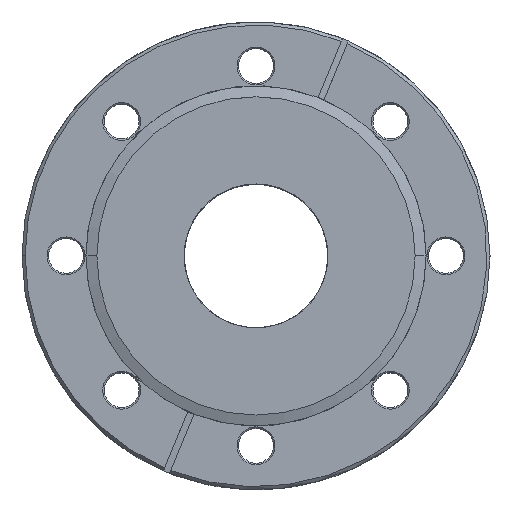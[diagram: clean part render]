
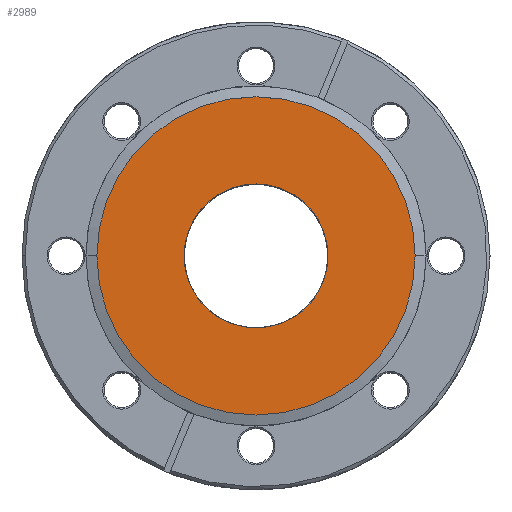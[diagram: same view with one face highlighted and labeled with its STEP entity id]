
A CAD part, top view. The second image highlights one B-rep face of the part: STEP entity #2989.
In plain terms, the highlighted planar face has unit normal (0, 0, 1).
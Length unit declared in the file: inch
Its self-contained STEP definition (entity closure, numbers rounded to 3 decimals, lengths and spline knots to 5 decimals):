
#578 = CARTESIAN_POINT ( 'NONE',  ( 1.52, 0., -0.05 ) ) ;
#579 = CARTESIAN_POINT ( 'NONE',  ( -1.52, 0., -0.05 ) ) ;
#580 = DIRECTION ( 'NONE',  ( 1., 0., 0. ) ) ;
#581 = DIRECTION ( 'NONE',  ( 0., 0., 1. ) ) ;
#582 = CARTESIAN_POINT ( 'NONE',  ( 0., 0., -0.05 ) ) ;
#606 = AXIS2_PLACEMENT_3D ( 'NONE', #582, #581, #580 ) ;
#607 = CIRCLE ( 'NONE', #606, 1.52 ) ;
#639 = CARTESIAN_POINT ( 'NONE',  ( 0., 0., -0.05 ) ) ;
#747 = DIRECTION ( 'NONE',  ( 0., 0., 1. ) ) ;
#783 = DIRECTION ( 'NONE',  ( 1., 0., 0. ) ) ;
#966 = CARTESIAN_POINT ( 'NONE',  ( 0., 0., -0.05 ) ) ;
#978 = DIRECTION ( 'NONE',  ( 0., 0., 1. ) ) ;
#990 = CIRCLE ( 'NONE', #1005, 1.52 ) ;
#994 = DIRECTION ( 'NONE',  ( 1., 0., 0. ) ) ;
#1005 = AXIS2_PLACEMENT_3D ( 'NONE', #966, #978, #994 ) ;
#1060 = DIRECTION ( 'NONE',  ( 1., 0., 0. ) ) ;
#1061 = DIRECTION ( 'NONE',  ( 0., 0., 1. ) ) ;
#1062 = CARTESIAN_POINT ( 'NONE',  ( 0., 0., -0.05 ) ) ;
#1063 = AXIS2_PLACEMENT_3D ( 'NONE', #1062, #1061, #1060 ) ;
#1064 = CIRCLE ( 'NONE', #1063, 0.6875 ) ;
#1071 = AXIS2_PLACEMENT_3D ( 'NONE', #639, #747, #783 ) ;
#1072 = CIRCLE ( 'NONE', #1071, 0.6875 ) ;
#1093 = CARTESIAN_POINT ( 'NONE',  ( -0.6875, 0., -0.05 ) ) ;
#1301 = CARTESIAN_POINT ( 'NONE',  ( 0.6875, 0., -0.05 ) ) ;
#1625 = PLANE ( 'NONE',  #1733 ) ;
#1634 = FACE_OUTER_BOUND ( 'NONE', #2601, .T. ) ;
#1635 = FACE_BOUND ( 'NONE', #2685, .T. ) ;
#1730 = DIRECTION ( 'NONE',  ( 1., 0., 0. ) ) ;
#1731 = DIRECTION ( 'NONE',  ( 0., 0., 1. ) ) ;
#1732 = CARTESIAN_POINT ( 'NONE',  ( 0., 0., -0.05 ) ) ;
#1733 = AXIS2_PLACEMENT_3D ( 'NONE', #1732, #1731, #1730 ) ;
#2409 = EDGE_CURVE ( 'NONE', #2410, #2411, #607, .T. ) ;
#2410 = VERTEX_POINT ( 'NONE', #579 ) ;
#2411 = VERTEX_POINT ( 'NONE', #578 ) ;
#2598 = EDGE_CURVE ( 'NONE', #2411, #2410, #990, .T. ) ;
#2599 = ORIENTED_EDGE ( 'NONE', *, *, #2681, .F. ) ;
#2600 = ORIENTED_EDGE ( 'NONE', *, *, #2671, .F. ) ;
#2601 = EDGE_LOOP ( 'NONE', ( #2683, #2673 ) ) ;
#2669 = VERTEX_POINT ( 'NONE', #1093 ) ;
#2671 = EDGE_CURVE ( 'NONE', #2682, #2669, #1064, .T. ) ;
#2673 = ORIENTED_EDGE ( 'NONE', *, *, #2409, .T. ) ;
#2681 = EDGE_CURVE ( 'NONE', #2669, #2682, #1072, .T. ) ;
#2682 = VERTEX_POINT ( 'NONE', #1301 ) ;
#2683 = ORIENTED_EDGE ( 'NONE', *, *, #2598, .T. ) ;
#2685 = EDGE_LOOP ( 'NONE', ( #2599, #2600 ) ) ;
#2989 = ADVANCED_FACE ( 'NONE', ( #1635, #1634 ), #1625, .T. ) ;
